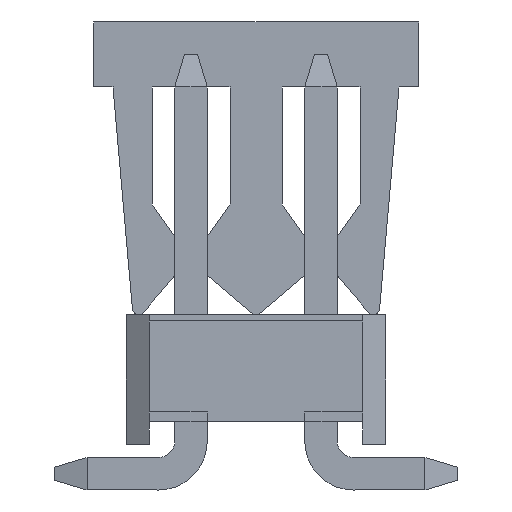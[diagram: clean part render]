
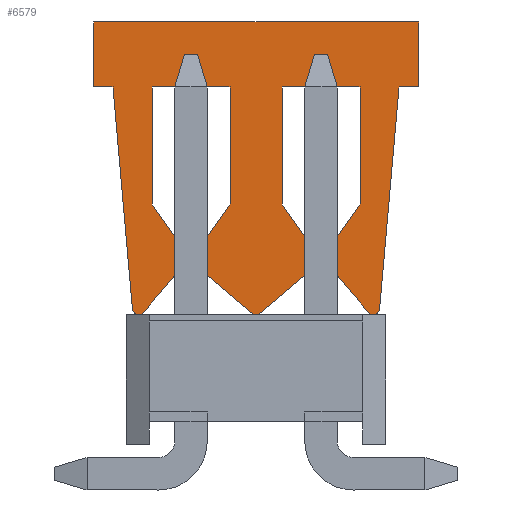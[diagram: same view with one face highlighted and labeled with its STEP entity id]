
A CAD part, left-side view. The second image highlights one B-rep face of the part: STEP entity #6579.
In plain terms, the highlighted face is planar.
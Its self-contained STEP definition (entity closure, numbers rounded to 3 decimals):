
#25=CIRCLE('',#6970,0.1);
#26=CIRCLE('',#6971,0.1);
#27=CIRCLE('',#6972,0.1);
#1787=ORIENTED_EDGE('',*,*,#2773,.F.);
#1788=ORIENTED_EDGE('',*,*,#2742,.F.);
#1789=ORIENTED_EDGE('',*,*,#2774,.F.);
#1790=ORIENTED_EDGE('',*,*,#2744,.F.);
#1791=ORIENTED_EDGE('',*,*,#2775,.F.);
#1792=ORIENTED_EDGE('',*,*,#2776,.F.);
#1793=ORIENTED_EDGE('',*,*,#2777,.F.);
#1794=ORIENTED_EDGE('',*,*,#2778,.F.);
#1795=ORIENTED_EDGE('',*,*,#2779,.F.);
#1796=ORIENTED_EDGE('',*,*,#2780,.F.);
#1797=ORIENTED_EDGE('',*,*,#2781,.F.);
#1798=ORIENTED_EDGE('',*,*,#2782,.F.);
#1799=ORIENTED_EDGE('',*,*,#2783,.F.);
#1800=ORIENTED_EDGE('',*,*,#2784,.F.);
#1801=ORIENTED_EDGE('',*,*,#2785,.F.);
#1802=ORIENTED_EDGE('',*,*,#2786,.F.);
#1803=ORIENTED_EDGE('',*,*,#2787,.F.);
#1804=ORIENTED_EDGE('',*,*,#2788,.F.);
#1805=ORIENTED_EDGE('',*,*,#2789,.F.);
#1806=ORIENTED_EDGE('',*,*,#2790,.F.);
#1807=ORIENTED_EDGE('',*,*,#2791,.F.);
#1808=ORIENTED_EDGE('',*,*,#2792,.F.);
#1809=ORIENTED_EDGE('',*,*,#2793,.F.);
#1810=ORIENTED_EDGE('',*,*,#2794,.F.);
#1811=ORIENTED_EDGE('',*,*,#2795,.F.);
#1812=ORIENTED_EDGE('',*,*,#2796,.F.);
#1813=ORIENTED_EDGE('',*,*,#2797,.F.);
#1814=ORIENTED_EDGE('',*,*,#2798,.F.);
#2742=EDGE_CURVE('',#3338,#3335,#4210,.T.);
#2744=EDGE_CURVE('',#3339,#3341,#4212,.T.);
#2773=EDGE_CURVE('',#3335,#3367,#4238,.T.);
#2774=EDGE_CURVE('',#3341,#3338,#4239,.T.);
#2775=EDGE_CURVE('',#3368,#3339,#4240,.T.);
#2776=EDGE_CURVE('',#3369,#3368,#4241,.T.);
#2777=EDGE_CURVE('',#3370,#3369,#25,.T.);
#2778=EDGE_CURVE('',#3371,#3370,#4242,.T.);
#2779=EDGE_CURVE('',#3372,#3371,#4243,.T.);
#2780=EDGE_CURVE('',#3373,#3372,#4244,.T.);
#2781=EDGE_CURVE('',#3374,#3373,#4245,.T.);
#2782=EDGE_CURVE('',#3375,#3374,#4246,.T.);
#2783=EDGE_CURVE('',#3376,#3375,#4247,.T.);
#2784=EDGE_CURVE('',#3377,#3376,#4248,.T.);
#2785=EDGE_CURVE('',#3378,#3377,#4249,.T.);
#2786=EDGE_CURVE('',#3379,#3378,#4250,.T.);
#2787=EDGE_CURVE('',#3380,#3379,#26,.T.);
#2788=EDGE_CURVE('',#3381,#3380,#4251,.T.);
#2789=EDGE_CURVE('',#3382,#3381,#4252,.T.);
#2790=EDGE_CURVE('',#3383,#3382,#4253,.T.);
#2791=EDGE_CURVE('',#3384,#3383,#4254,.T.);
#2792=EDGE_CURVE('',#3385,#3384,#4255,.T.);
#2793=EDGE_CURVE('',#3386,#3385,#4256,.T.);
#2794=EDGE_CURVE('',#3387,#3386,#4257,.T.);
#2795=EDGE_CURVE('',#3388,#3387,#4258,.T.);
#2796=EDGE_CURVE('',#3389,#3388,#4259,.T.);
#2797=EDGE_CURVE('',#3390,#3389,#27,.T.);
#2798=EDGE_CURVE('',#3367,#3390,#4260,.T.);
#3335=VERTEX_POINT('',#10300);
#3338=VERTEX_POINT('',#10305);
#3339=VERTEX_POINT('',#10309);
#3341=VERTEX_POINT('',#10312);
#3367=VERTEX_POINT('',#10369);
#3368=VERTEX_POINT('',#10372);
#3369=VERTEX_POINT('',#10374);
#3370=VERTEX_POINT('',#10376);
#3371=VERTEX_POINT('',#10378);
#3372=VERTEX_POINT('',#10380);
#3373=VERTEX_POINT('',#10382);
#3374=VERTEX_POINT('',#10384);
#3375=VERTEX_POINT('',#10386);
#3376=VERTEX_POINT('',#10388);
#3377=VERTEX_POINT('',#10390);
#3378=VERTEX_POINT('',#10392);
#3379=VERTEX_POINT('',#10394);
#3380=VERTEX_POINT('',#10396);
#3381=VERTEX_POINT('',#10398);
#3382=VERTEX_POINT('',#10400);
#3383=VERTEX_POINT('',#10402);
#3384=VERTEX_POINT('',#10404);
#3385=VERTEX_POINT('',#10406);
#3386=VERTEX_POINT('',#10408);
#3387=VERTEX_POINT('',#10410);
#3388=VERTEX_POINT('',#10412);
#3389=VERTEX_POINT('',#10414);
#3390=VERTEX_POINT('',#10416);
#4210=LINE('',#10306,#5104);
#4212=LINE('',#10311,#5106);
#4238=LINE('',#10368,#5132);
#4239=LINE('',#10370,#5133);
#4240=LINE('',#10371,#5134);
#4241=LINE('',#10373,#5135);
#4242=LINE('',#10377,#5136);
#4243=LINE('',#10379,#5137);
#4244=LINE('',#10381,#5138);
#4245=LINE('',#10383,#5139);
#4246=LINE('',#10385,#5140);
#4247=LINE('',#10387,#5141);
#4248=LINE('',#10389,#5142);
#4249=LINE('',#10391,#5143);
#4250=LINE('',#10393,#5144);
#4251=LINE('',#10397,#5145);
#4252=LINE('',#10399,#5146);
#4253=LINE('',#10401,#5147);
#4254=LINE('',#10403,#5148);
#4255=LINE('',#10405,#5149);
#4256=LINE('',#10407,#5150);
#4257=LINE('',#10409,#5151);
#4258=LINE('',#10411,#5152);
#4259=LINE('',#10413,#5153);
#4260=LINE('',#10417,#5154);
#5104=VECTOR('',#8474,1000.);
#5106=VECTOR('',#8478,1000.);
#5132=VECTOR('',#8514,1000.);
#5133=VECTOR('',#8515,1000.);
#5134=VECTOR('',#8516,1000.);
#5135=VECTOR('',#8517,1000.);
#5136=VECTOR('',#8520,1000.);
#5137=VECTOR('',#8521,1000.);
#5138=VECTOR('',#8522,1000.);
#5139=VECTOR('',#8523,1000.);
#5140=VECTOR('',#8524,1000.);
#5141=VECTOR('',#8525,1000.);
#5142=VECTOR('',#8526,1000.);
#5143=VECTOR('',#8527,1000.);
#5144=VECTOR('',#8528,1000.);
#5145=VECTOR('',#8531,1000.);
#5146=VECTOR('',#8532,1000.);
#5147=VECTOR('',#8533,1000.);
#5148=VECTOR('',#8534,1000.);
#5149=VECTOR('',#8535,1000.);
#5150=VECTOR('',#8536,1000.);
#5151=VECTOR('',#8537,1000.);
#5152=VECTOR('',#8538,1000.);
#5153=VECTOR('',#8539,1000.);
#5154=VECTOR('',#8542,1000.);
#5526=EDGE_LOOP('',(#1787,#1788,#1789,#1790,#1791,#1792,#1793,#1794,#1795,
#1796,#1797,#1798,#1799,#1800,#1801,#1802,#1803,#1804,#1805,#1806,#1807,
#1808,#1809,#1810,#1811,#1812,#1813,#1814));
#5900=FACE_BOUND('',#5526,.T.);
#6240=PLANE('',#6969);
#6579=ADVANCED_FACE('',(#5900),#6240,.F.);
#6969=AXIS2_PLACEMENT_3D('',#10367,#8512,#8513);
#6970=AXIS2_PLACEMENT_3D('',#10375,#8518,#8519);
#6971=AXIS2_PLACEMENT_3D('',#10395,#8529,#8530);
#6972=AXIS2_PLACEMENT_3D('',#10415,#8540,#8541);
#8474=DIRECTION('',(0.,0.,-1.));
#8478=DIRECTION('',(0.,0.,1.));
#8512=DIRECTION('',(0.,-1.,0.));
#8513=DIRECTION('',(0.,0.,-1.));
#8514=DIRECTION('',(1.,0.,0.));
#8515=DIRECTION('',(-1.,0.,0.));
#8516=DIRECTION('',(1.,0.,0.));
#8517=DIRECTION('',(0.087,0.,0.996));
#8518=DIRECTION('',(0.,-1.,0.));
#8519=DIRECTION('',(0.,0.,-1.));
#8520=DIRECTION('',(0.644,0.,-0.765));
#8521=DIRECTION('',(0.,0.,-1.));
#8522=DIRECTION('',(-0.574,0.,-0.819));
#8523=DIRECTION('',(0.,0.,-1.));
#8524=DIRECTION('',(1.,0.,0.));
#8525=DIRECTION('',(0.,0.,1.));
#8526=DIRECTION('',(-0.574,0.,0.819));
#8527=DIRECTION('',(0.,0.,1.));
#8528=DIRECTION('',(0.765,0.,0.644));
#8529=DIRECTION('',(0.,-1.,0.));
#8530=DIRECTION('',(0.,0.,-1.));
#8531=DIRECTION('',(0.765,0.,-0.644));
#8532=DIRECTION('',(0.,0.,-1.));
#8533=DIRECTION('',(-0.574,0.,-0.819));
#8534=DIRECTION('',(0.,0.,-1.));
#8535=DIRECTION('',(1.,0.,0.));
#8536=DIRECTION('',(0.,0.,1.));
#8537=DIRECTION('',(-0.574,0.,0.819));
#8538=DIRECTION('',(0.,0.,1.));
#8539=DIRECTION('',(0.644,0.,0.765));
#8540=DIRECTION('',(0.,-1.,0.));
#8541=DIRECTION('',(0.,0.,-1.));
#8542=DIRECTION('',(0.087,0.,-0.996));
#10300=CARTESIAN_POINT('',(-2.5,3.25,1.25));
#10305=CARTESIAN_POINT('',(-2.5,3.25,2.25));
#10306=CARTESIAN_POINT('',(-2.5,3.25,2.25));
#10309=CARTESIAN_POINT('',(2.5,3.25,1.25));
#10311=CARTESIAN_POINT('',(2.5,3.25,-2.25));
#10312=CARTESIAN_POINT('',(2.5,3.25,2.25));
#10367=CARTESIAN_POINT('',(0.,3.25,0.));
#10368=CARTESIAN_POINT('',(-2.5,3.25,1.25));
#10369=CARTESIAN_POINT('',(-2.2,3.25,1.25));
#10370=CARTESIAN_POINT('',(2.5,3.25,2.25));
#10371=CARTESIAN_POINT('',(2.5,3.25,1.25));
#10372=CARTESIAN_POINT('',(2.2,3.25,1.25));
#10373=CARTESIAN_POINT('',(2.2,3.25,1.25));
#10374=CARTESIAN_POINT('',(1.902,3.25,-2.159));
#10375=CARTESIAN_POINT('',(1.802,3.25,-2.15));
#10376=CARTESIAN_POINT('',(1.726,3.25,-2.214));
#10377=CARTESIAN_POINT('',(1.726,3.25,-2.214));
#10378=CARTESIAN_POINT('',(1.25,3.25,-1.649));
#10379=CARTESIAN_POINT('',(1.25,3.25,-1.649));
#10380=CARTESIAN_POINT('',(1.25,3.25,-1.049));
#10381=CARTESIAN_POINT('',(1.25,3.25,-1.049));
#10382=CARTESIAN_POINT('',(1.6,3.25,-0.55));
#10383=CARTESIAN_POINT('',(1.6,3.25,-0.55));
#10384=CARTESIAN_POINT('',(1.6,3.25,1.25));
#10385=CARTESIAN_POINT('',(1.6,3.25,1.25));
#10386=CARTESIAN_POINT('',(0.4,3.25,1.25));
#10387=CARTESIAN_POINT('',(0.4,3.25,1.25));
#10388=CARTESIAN_POINT('',(0.4,3.25,-0.55));
#10389=CARTESIAN_POINT('',(0.4,3.25,-0.55));
#10390=CARTESIAN_POINT('',(0.75,3.25,-1.049));
#10391=CARTESIAN_POINT('',(0.75,3.25,-1.049));
#10392=CARTESIAN_POINT('',(0.75,3.25,-1.649));
#10393=CARTESIAN_POINT('',(0.75,3.25,-1.649));
#10394=CARTESIAN_POINT('',(0.064,3.25,-2.226));
#10395=CARTESIAN_POINT('',(0.,3.25,-2.15));
#10396=CARTESIAN_POINT('',(-0.064,3.25,-2.226));
#10397=CARTESIAN_POINT('',(-0.75,3.25,-1.649));
#10398=CARTESIAN_POINT('',(-0.75,3.25,-1.649));
#10399=CARTESIAN_POINT('',(-0.75,3.25,-1.049));
#10400=CARTESIAN_POINT('',(-0.75,3.25,-1.049));
#10401=CARTESIAN_POINT('',(-0.4,3.25,-0.55));
#10402=CARTESIAN_POINT('',(-0.4,3.25,-0.55));
#10403=CARTESIAN_POINT('',(-0.4,3.25,1.25));
#10404=CARTESIAN_POINT('',(-0.4,3.25,1.25));
#10405=CARTESIAN_POINT('',(-1.6,3.25,1.25));
#10406=CARTESIAN_POINT('',(-1.6,3.25,1.25));
#10407=CARTESIAN_POINT('',(-1.6,3.25,-0.55));
#10408=CARTESIAN_POINT('',(-1.6,3.25,-0.55));
#10409=CARTESIAN_POINT('',(-1.25,3.25,-1.049));
#10410=CARTESIAN_POINT('',(-1.25,3.25,-1.049));
#10411=CARTESIAN_POINT('',(-1.25,3.25,-1.649));
#10412=CARTESIAN_POINT('',(-1.25,3.25,-1.649));
#10413=CARTESIAN_POINT('',(-1.726,3.25,-2.214));
#10414=CARTESIAN_POINT('',(-1.726,3.25,-2.214));
#10415=CARTESIAN_POINT('',(-1.802,3.25,-2.15));
#10416=CARTESIAN_POINT('',(-1.902,3.25,-2.159));
#10417=CARTESIAN_POINT('',(-2.2,3.25,1.25));
